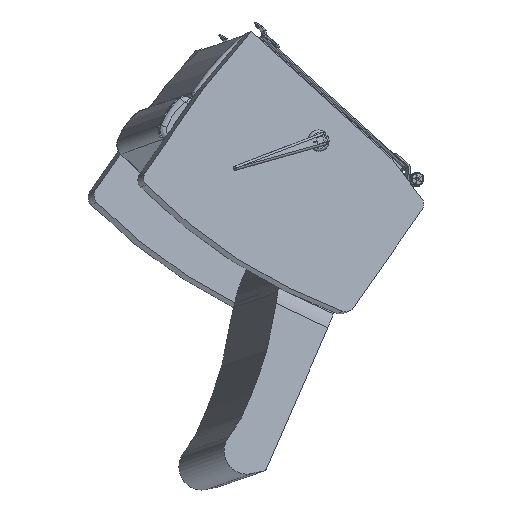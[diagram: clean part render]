
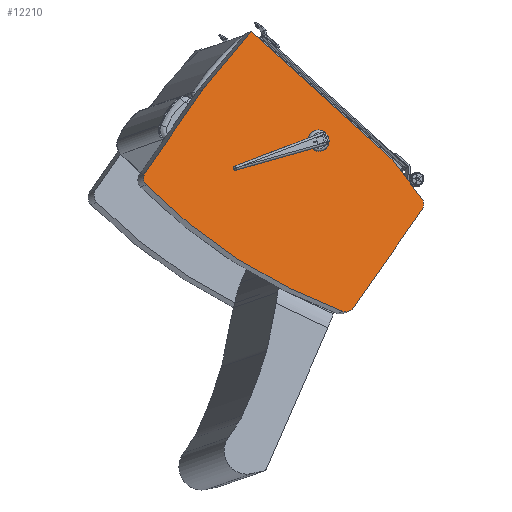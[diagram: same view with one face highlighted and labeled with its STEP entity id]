
A CAD part, left-side view. The second image highlights one B-rep face of the part: STEP entity #12210.
In plain terms, the highlighted face is planar.
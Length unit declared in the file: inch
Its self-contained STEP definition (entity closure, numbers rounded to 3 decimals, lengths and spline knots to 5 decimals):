
#869=CIRCLE('',#13219,5.);
#875=CIRCLE('',#13228,1.);
#876=CIRCLE('',#13230,60.125);
#877=CIRCLE('',#13233,1.125);
#878=CIRCLE('',#13236,3.125);
#879=CIRCLE('',#13240,1.125);
#1582=FACE_OUTER_BOUND('',#2286,.T.);
#2286=EDGE_LOOP('',(#8546,#8547,#8548,#8549,#8550,#8551,#8552,#8553,#8554,
#8555,#8556));
#3036=LINE('',#18824,#4170);
#3045=LINE('',#18856,#4179);
#3047=LINE('',#18863,#4181);
#3050=LINE('',#18871,#4184);
#3052=LINE('',#18874,#4186);
#4170=VECTOR('',#14649,0.3937);
#4179=VECTOR('',#14680,0.3937);
#4181=VECTOR('',#14688,0.3937);
#4184=VECTOR('',#14697,0.3937);
#4186=VECTOR('',#14701,0.3937);
#5327=VERTEX_POINT('',#18814);
#5328=VERTEX_POINT('',#18816);
#5330=VERTEX_POINT('',#18822);
#5339=VERTEX_POINT('',#18844);
#5340=VERTEX_POINT('',#18846);
#5341=VERTEX_POINT('',#18850);
#5342=VERTEX_POINT('',#18854);
#5343=VERTEX_POINT('',#18858);
#5344=VERTEX_POINT('',#18862);
#5345=VERTEX_POINT('',#18866);
#5346=VERTEX_POINT('',#18870);
#6546=EDGE_CURVE('',#5327,#5328,#869,.T.);
#6550=EDGE_CURVE('',#5330,#5327,#3036,.T.);
#6561=EDGE_CURVE('',#5339,#5340,#875,.T.);
#6563=EDGE_CURVE('',#5340,#5341,#876,.T.);
#6566=EDGE_CURVE('',#5342,#5339,#3045,.T.);
#6567=EDGE_CURVE('',#5343,#5342,#877,.T.);
#6569=EDGE_CURVE('',#5344,#5343,#3047,.T.);
#6571=EDGE_CURVE('',#5345,#5344,#878,.T.);
#6573=EDGE_CURVE('',#5346,#5345,#3050,.T.);
#6575=EDGE_CURVE('',#5328,#5346,#3052,.T.);
#6576=EDGE_CURVE('',#5341,#5330,#879,.T.);
#8546=ORIENTED_EDGE('',*,*,#6546,.F.);
#8547=ORIENTED_EDGE('',*,*,#6550,.F.);
#8548=ORIENTED_EDGE('',*,*,#6576,.F.);
#8549=ORIENTED_EDGE('',*,*,#6563,.F.);
#8550=ORIENTED_EDGE('',*,*,#6561,.F.);
#8551=ORIENTED_EDGE('',*,*,#6566,.F.);
#8552=ORIENTED_EDGE('',*,*,#6567,.F.);
#8553=ORIENTED_EDGE('',*,*,#6569,.F.);
#8554=ORIENTED_EDGE('',*,*,#6571,.F.);
#8555=ORIENTED_EDGE('',*,*,#6573,.F.);
#8556=ORIENTED_EDGE('',*,*,#6575,.F.);
#11769=PLANE('',#13241);
#12210=ADVANCED_FACE('',(#1582),#11769,.T.);
#13219=AXIS2_PLACEMENT_3D('',#18817,#14642,#14643);
#13228=AXIS2_PLACEMENT_3D('',#18847,#14669,#14670);
#13230=AXIS2_PLACEMENT_3D('',#18851,#14674,#14675);
#13233=AXIS2_PLACEMENT_3D('',#18859,#14683,#14684);
#13236=AXIS2_PLACEMENT_3D('',#18867,#14692,#14693);
#13240=AXIS2_PLACEMENT_3D('',#18876,#14704,#14705);
#13241=AXIS2_PLACEMENT_3D('',#18877,#14706,#14707);
#14642=DIRECTION('center_axis',(0.,0.,-1.));
#14643=DIRECTION('ref_axis',(0.998,0.061,0.));
#14649=DIRECTION('',(0.105,-0.994,0.));
#14669=DIRECTION('center_axis',(0.,0.,-1.));
#14670=DIRECTION('ref_axis',(-0.857,0.516,0.));
#14674=DIRECTION('center_axis',(0.,0.,-1.));
#14675=DIRECTION('ref_axis',(-0.052,-0.999,0.));
#14680=DIRECTION('',(-0.099,0.995,0.));
#14683=DIRECTION('center_axis',(0.,0.,-1.));
#14684=DIRECTION('ref_axis',(0.991,0.137,0.));
#14688=DIRECTION('',(-0.983,0.183,0.));
#14692=DIRECTION('center_axis',(0.,0.,-1.));
#14693=DIRECTION('ref_axis',(0.185,0.983,0.));
#14697=DIRECTION('',(-1.,0.,0.));
#14701=DIRECTION('',(0.017,-1.,0.));
#14704=DIRECTION('center_axis',(0.,0.,-1.));
#14705=DIRECTION('ref_axis',(-0.994,-0.105,0.));
#14706=DIRECTION('center_axis',(0.,0.,1.));
#14707=DIRECTION('ref_axis',(1.,0.,0.));
#18814=CARTESIAN_POINT('',(13.98558,-0.73401,0.));
#18816=CARTESIAN_POINT('',(14.0125,-1.17513,0.));
#18817=CARTESIAN_POINT('Origin',(9.0132,-1.25885,0.));
#18822=CARTESIAN_POINT('',(12.79295,10.56486,0.));
#18824=CARTESIAN_POINT('',(12.79295,10.56486,0.));
#18844=CARTESIAN_POINT('',(-14.65236,6.1681,0.));
#18846=CARTESIAN_POINT('',(-14.03498,7.19347,0.));
#18847=CARTESIAN_POINT('Origin',(-13.65732,6.26753,0.));
#18850=CARTESIAN_POINT('',(11.79825,11.56491,0.));
#18851=CARTESIAN_POINT('Origin',(8.67221,-48.47877,0.));
#18854=CARTESIAN_POINT('',(-13.30205,-7.34459,0.));
#18856=CARTESIAN_POINT('',(-13.30205,-7.34459,0.));
#18858=CARTESIAN_POINT('',(-12.39611,-8.29618,0.));
#18859=CARTESIAN_POINT('Origin',(-12.18763,-7.19067,0.));
#18862=CARTESIAN_POINT('',(-7.27711,-9.24954,0.));
#18863=CARTESIAN_POINT('',(-7.27711,-9.24954,0.));
#18866=CARTESIAN_POINT('',(-6.698,-9.30367,0.));
#18867=CARTESIAN_POINT('Origin',(-6.698,-6.17867,0.));
#18870=CARTESIAN_POINT('',(14.14864,-9.30367,0.));
#18871=CARTESIAN_POINT('',(14.14864,-9.30367,0.));
#18874=CARTESIAN_POINT('',(14.0088,-0.95397,0.));
#18876=CARTESIAN_POINT('Origin',(11.67417,10.44677,0.));
#18877=CARTESIAN_POINT('Origin',(0.75168,-0.252,0.));
